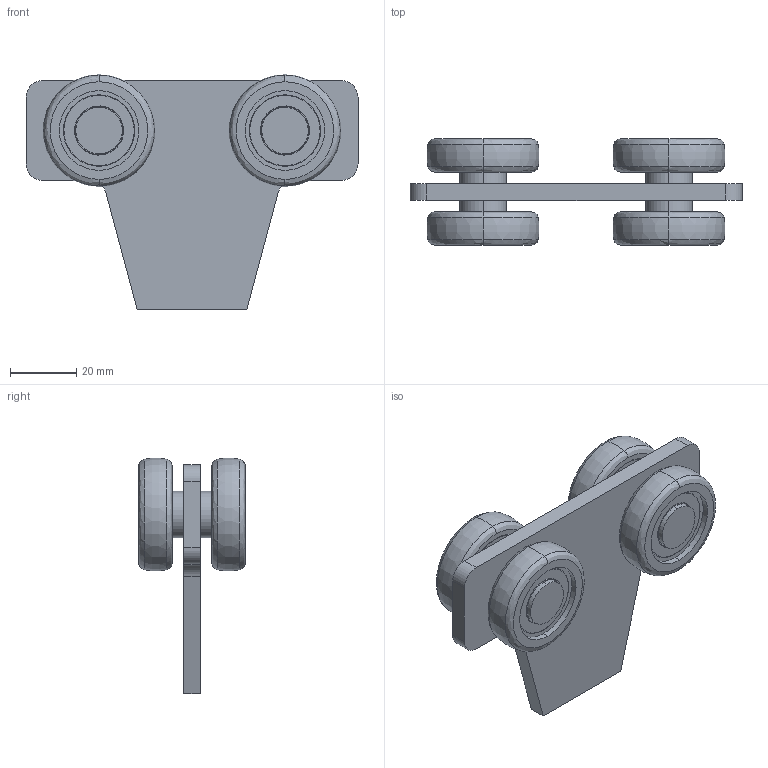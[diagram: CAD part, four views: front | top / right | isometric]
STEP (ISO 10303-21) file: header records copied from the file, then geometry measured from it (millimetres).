
FILE_DESCRIPTION (( 'STEP AP214' ), '1' );
FILE_NAME ('0081910.step', '2020-10-16T07:17:06', ( '' ), ( '' ), 'SwSTEP 2.0', 'SolidWorks 2018', '' );
FILE_SCHEMA (( 'AUTOMOTIVE_DESIGN' ));
Length unit declared in the file: millimetre
Products named in the file (1): 0081910
Bounding box: 100 x 32 x 70.96 mm (x, y, z)
Volume: 53491.2 mm3; surface area: 41373.9 mm2
Topology: 23 solids, 23 shells, 496 faces, 1766 edges, 1154 vertices
Faces by surface type: torus 184, cylinder 134, sphere 88, plane 68, bspline 18, cone 4
Entity records: 23424 total; most frequent: CARTESIAN_POINT 8167, ORIENTED_EDGE 3172, DIRECTION 2696, EDGE_CURVE 1586, AXIS2_PLACEMENT_3D 1267, VERTEX_POINT 1066, CIRCLE 788, B_SPLINE_CURVE_WITH_KNOTS 624
